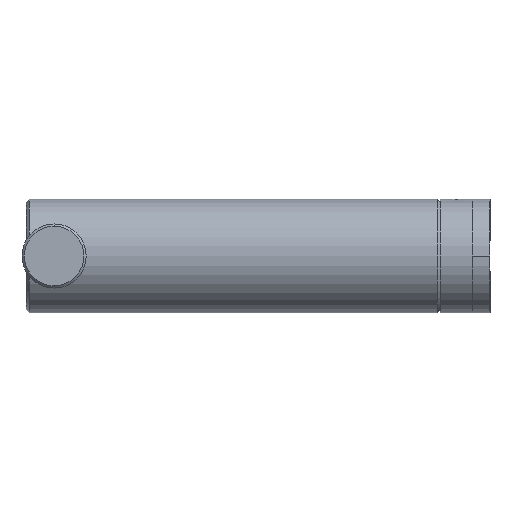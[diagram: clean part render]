
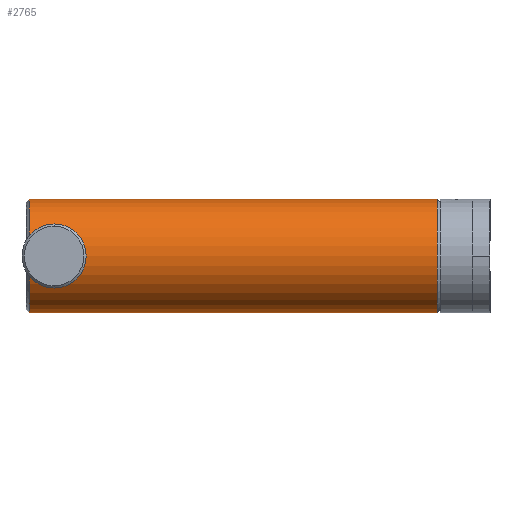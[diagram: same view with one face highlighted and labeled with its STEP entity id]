
A CAD part, left-side view. The second image highlights one B-rep face of the part: STEP entity #2765.
In plain terms, the highlighted cylindrical face has radius 12.497 mm (diameter 24.994 mm), a partial arc.
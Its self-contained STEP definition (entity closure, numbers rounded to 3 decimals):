
#26 = VECTOR ( 'NONE', #3818, 1000. ) ;
#133 = VERTEX_POINT ( 'NONE', #1496 ) ;
#509 = VERTEX_POINT ( 'NONE', #1414 ) ;
#512 = EDGE_LOOP ( 'NONE', ( #2776, #543, #1662, #2485 ) ) ;
#543 = ORIENTED_EDGE ( 'NONE', *, *, #1926, .T. ) ;
#617 = CARTESIAN_POINT ( 'NONE',  ( 4.123, 96.827, -12.497 ) ) ;
#623 = EDGE_CURVE ( 'NONE', #3271, #2340, #1848, .T. ) ;
#949 = DIRECTION ( 'NONE',  ( 0., 0., 1. ) ) ;
#1172 = LINE ( 'NONE', #617, #26 ) ;
#1220 = CARTESIAN_POINT ( 'NONE',  ( 4.123, 6.398, -12.497 ) ) ;
#1296 = DIRECTION ( 'NONE',  ( 0., -1., 0. ) ) ;
#1414 = CARTESIAN_POINT ( 'NONE',  ( 4.123, 96.127, -12.497 ) ) ;
#1496 = CARTESIAN_POINT ( 'NONE',  ( 4.123, 96.127, 12.497 ) ) ;
#1610 = CIRCLE ( 'NONE', #2519, 12.497 ) ;
#1662 = ORIENTED_EDGE ( 'NONE', *, *, #3562, .T. ) ;
#1743 = FACE_OUTER_BOUND ( 'NONE', #512, .T. ) ;
#1821 = CARTESIAN_POINT ( 'NONE',  ( 4.123, 96.827, 0. ) ) ;
#1848 = CIRCLE ( 'NONE', #1931, 12.497 ) ;
#1926 = EDGE_CURVE ( 'NONE', #133, #509, #1610, .T. ) ;
#1929 = CYLINDRICAL_SURFACE ( 'NONE', #3482, 12.497 ) ;
#1931 = AXIS2_PLACEMENT_3D ( 'NONE', #2915, #3785, #3522 ) ;
#2007 = EDGE_CURVE ( 'NONE', #133, #2340, #3255, .T. ) ;
#2134 = CARTESIAN_POINT ( 'NONE',  ( 4.123, 6.398, 12.497 ) ) ;
#2340 = VERTEX_POINT ( 'NONE', #2134 ) ;
#2461 = CARTESIAN_POINT ( 'NONE',  ( 4.123, 96.827, 12.497 ) ) ;
#2485 = ORIENTED_EDGE ( 'NONE', *, *, #623, .T. ) ;
#2519 = AXIS2_PLACEMENT_3D ( 'NONE', #3614, #2708, #949 ) ;
#2708 = DIRECTION ( 'NONE',  ( 0., -1., 0. ) ) ;
#2765 = ADVANCED_FACE ( 'NONE', ( #1743 ), #1929, .T. ) ;
#2776 = ORIENTED_EDGE ( 'NONE', *, *, #2007, .F. ) ;
#2915 = CARTESIAN_POINT ( 'NONE',  ( 4.123, 6.398, 0. ) ) ;
#2977 = DIRECTION ( 'NONE',  ( 0., 0., -1. ) ) ;
#3244 = DIRECTION ( 'NONE',  ( 0., -1., 0. ) ) ;
#3255 = LINE ( 'NONE', #2461, #3304 ) ;
#3271 = VERTEX_POINT ( 'NONE', #1220 ) ;
#3304 = VECTOR ( 'NONE', #1296, 1000. ) ;
#3482 = AXIS2_PLACEMENT_3D ( 'NONE', #1821, #3244, #2977 ) ;
#3522 = DIRECTION ( 'NONE',  ( 0., 0., 1. ) ) ;
#3562 = EDGE_CURVE ( 'NONE', #509, #3271, #1172, .T. ) ;
#3614 = CARTESIAN_POINT ( 'NONE',  ( 4.123, 96.127, 0. ) ) ;
#3785 = DIRECTION ( 'NONE',  ( 0., 1., 0. ) ) ;
#3818 = DIRECTION ( 'NONE',  ( 0., -1., 0. ) ) ;
